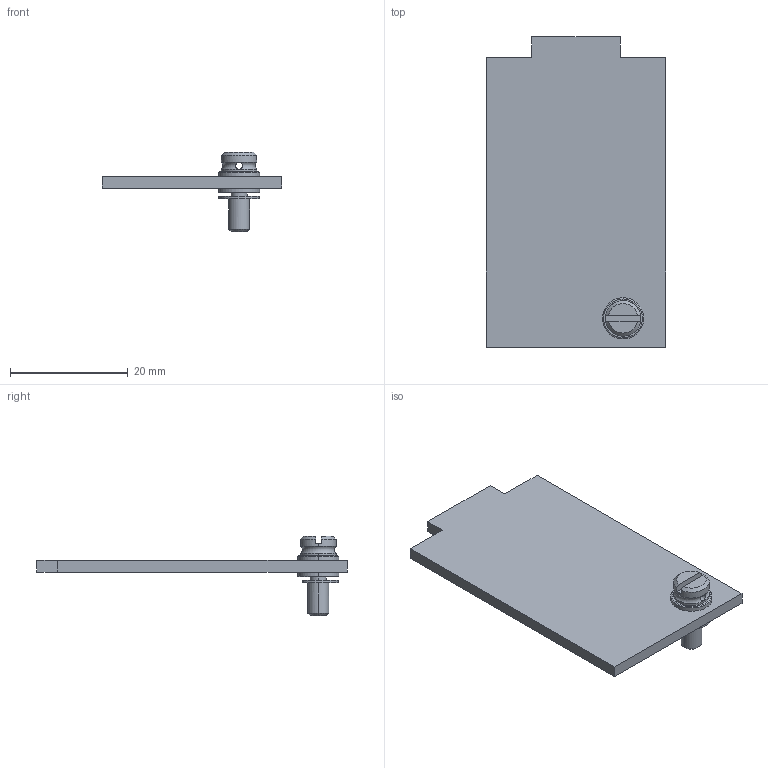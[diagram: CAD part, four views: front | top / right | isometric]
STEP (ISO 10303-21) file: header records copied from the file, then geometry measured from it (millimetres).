
FILE_DESCRIPTION((''),'2;1');
FILE_NAME('00112910339','2020-02-03T',('presta_be4'),(''),'CREO PARAMETRIC BY PTC INC, 2018360','CREO PARAMETRIC BY PTC INC, 2018360','');
FILE_SCHEMA(('CONFIG_CONTROL_DESIGN'));
Length unit declared in the file: millimetre
Products named in the file (1): 00112910339
Bounding box: 30.5 x 52.7 x 13.53 mm (x, y, z)
Volume: 3299.2 mm3; surface area: 3773.5 mm2
Topology: 1 solids, 1 shells, 74 faces, 198 edges, 130 vertices
Faces by surface type: cylinder 33, plane 31, cone 8, torus 2
Entity records: 2732 total; most frequent: CARTESIAN_POINT 762, DIRECTION 426, ORIENTED_EDGE 396, EDGE_CURVE 198, AXIS2_PLACEMENT_3D 166, VERTEX_POINT 130, VECTOR 94, LINE 94
